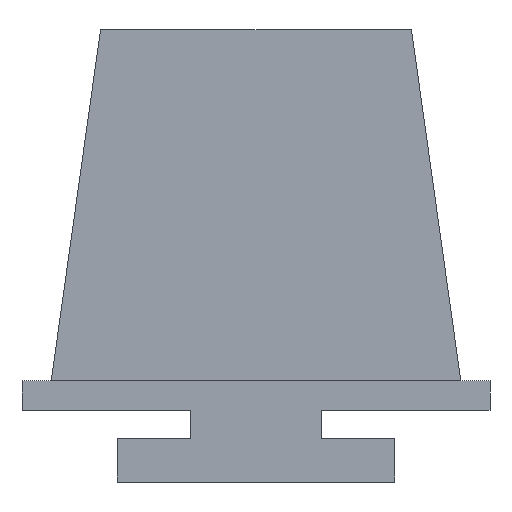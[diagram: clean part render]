
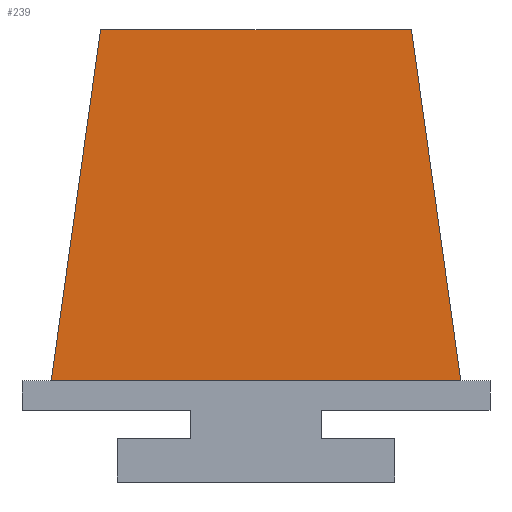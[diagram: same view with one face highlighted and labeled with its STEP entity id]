
A CAD part, front view. The second image highlights one B-rep face of the part: STEP entity #239.
In plain terms, the highlighted planar face has unit normal (0, -1, 0).
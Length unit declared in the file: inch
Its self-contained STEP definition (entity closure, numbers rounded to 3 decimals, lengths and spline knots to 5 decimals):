
#226=AXIS2_PLACEMENT_3D('Plane Axis2P3D',#223,#224,#225) ;
#123=CARTESIAN_POINT('Vertex',(0.66419,0.5,1.625)) ;
#139=CARTESIAN_POINT('Vertex',(-0.66419,0.5,1.625)) ;
#142=CARTESIAN_POINT('Line Origine',(0.,0.5,1.625)) ;
#161=CARTESIAN_POINT('Line Origine',(0.76959,0.5,0.875)) ;
#165=CARTESIAN_POINT('Vertex',(0.875,0.5,0.125)) ;
#208=CARTESIAN_POINT('Vertex',(-0.875,0.5,0.125)) ;
#211=CARTESIAN_POINT('Line Origine',(-0.76959,0.5,0.875)) ;
#223=CARTESIAN_POINT('Axis2P3D Location',(0.875,0.5,0.125)) ;
#228=CARTESIAN_POINT('Line Origine',(0.,0.5,0.125)) ;
#143=DIRECTION('Vector Direction',(-1.,0.,0.)) ;
#162=DIRECTION('Vector Direction',(-0.139,0.,0.99)) ;
#212=DIRECTION('Vector Direction',(0.139,0.,0.99)) ;
#224=DIRECTION('Axis2P3D Direction',(0.,1.,-0.)) ;
#225=DIRECTION('Axis2P3D XDirection',(-1.,0.,0.)) ;
#229=DIRECTION('Vector Direction',(-1.,0.,0.)) ;
#144=VECTOR('Line Direction',#143,0.03937) ;
#163=VECTOR('Line Direction',#162,0.03937) ;
#213=VECTOR('Line Direction',#212,0.03937) ;
#230=VECTOR('Line Direction',#229,0.03937) ;
#234=ORIENTED_EDGE('',*,*,#146,.F.) ;
#235=ORIENTED_EDGE('',*,*,#215,.F.) ;
#236=ORIENTED_EDGE('',*,*,#232,.T.) ;
#237=ORIENTED_EDGE('',*,*,#167,.F.) ;
#239=ADVANCED_FACE('MASTER MODEL',(#238),#227,.F.) ;
#146=EDGE_CURVE('',#140,#124,#145,.F.) ;
#167=EDGE_CURVE('',#124,#166,#164,.F.) ;
#215=EDGE_CURVE('',#209,#140,#214,.T.) ;
#232=EDGE_CURVE('',#209,#166,#231,.F.) ;
#233=EDGE_LOOP('',(#234,#235,#236,#237)) ;
#238=FACE_OUTER_BOUND('',#233,.T.) ;
#145=LINE('Line',#142,#144) ;
#164=LINE('Line',#161,#163) ;
#214=LINE('Line',#211,#213) ;
#231=LINE('Line',#228,#230) ;
#227=PLANE('',#226) ;
#124=VERTEX_POINT('',#123) ;
#140=VERTEX_POINT('',#139) ;
#166=VERTEX_POINT('',#165) ;
#209=VERTEX_POINT('',#208) ;
